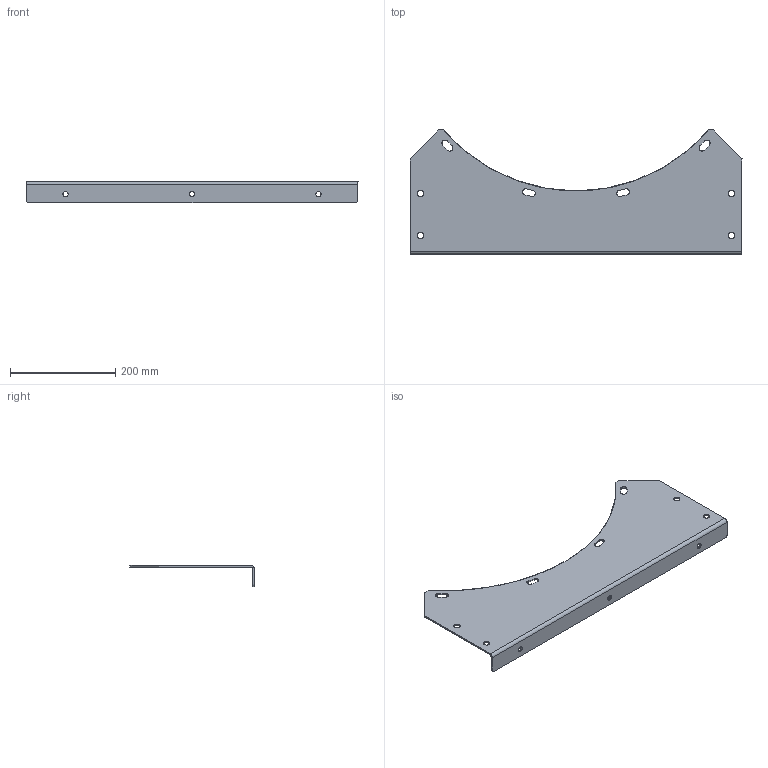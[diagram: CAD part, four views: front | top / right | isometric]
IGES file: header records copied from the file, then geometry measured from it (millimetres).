
Start section: SolidWorks IGES file using analytic representation for surfaces
Global section: file name: 1ST0630_CCst 63.IGS; native system: SolidWorks 2018; preprocessor: SolidWorks 2018; author: binatti; date: 220308.105044; units: millimetre
Bounding box: 630 x 236 x 40 mm (x, y, z)
Surface area: 257959.9 mm2 (no closed solid volume)
Topology: 0 solids, 0 shells, 60 faces, 1058 edges, 1058 vertices
Faces by surface type: revolution 45, bspline 15
